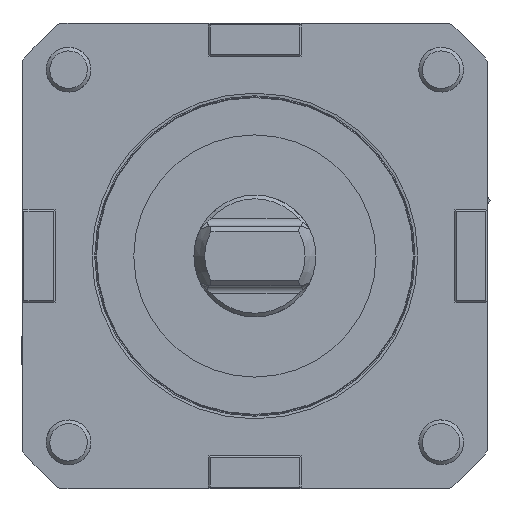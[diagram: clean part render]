
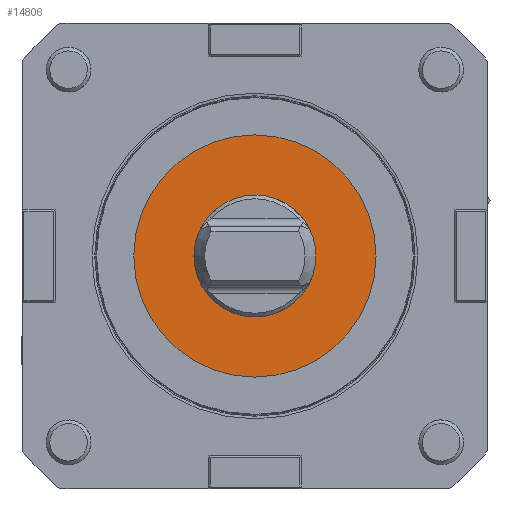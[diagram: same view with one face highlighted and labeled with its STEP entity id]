
A CAD part, front view. The second image highlights one B-rep face of the part: STEP entity #14806.
In plain terms, the highlighted planar face has unit normal (0, -1, 0).
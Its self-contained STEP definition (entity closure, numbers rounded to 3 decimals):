
#410 = AXIS2_PLACEMENT_3D ( 'NONE', #6864, #19810, #23739 ) ;
#2034 = ORIENTED_EDGE ( 'NONE', *, *, #10298, .T. ) ;
#2653 = PLANE ( 'NONE',  #410 ) ;
#3146 = CARTESIAN_POINT ( 'NONE',  ( -32.5, -100., 0. ) ) ;
#3296 = CARTESIAN_POINT ( 'NONE',  ( 16.35, -100., 0. ) ) ;
#5660 = VERTEX_POINT ( 'NONE', #3296 ) ;
#6191 = DIRECTION ( 'NONE',  ( 1., 0., 0. ) ) ;
#6579 = FACE_BOUND ( 'NONE', #14772, .T. ) ;
#6822 = AXIS2_PLACEMENT_3D ( 'NONE', #17159, #10705, #6191 ) ;
#6864 = CARTESIAN_POINT ( 'NONE',  ( -32.5, -100., 0. ) ) ;
#9745 = DIRECTION ( 'NONE',  ( 0., 1., 0. ) ) ;
#10031 = EDGE_CURVE ( 'NONE', #18039, #18039, #17575, .T. ) ;
#10298 = EDGE_CURVE ( 'NONE', #5660, #5660, #22513, .T. ) ;
#10705 = DIRECTION ( 'NONE',  ( 0., 1., 0. ) ) ;
#14121 = ORIENTED_EDGE ( 'NONE', *, *, #10031, .F. ) ;
#14772 = EDGE_LOOP ( 'NONE', ( #2034 ) ) ;
#14806 = ADVANCED_FACE ( 'Defeature completata1_214', ( #6579, #15139 ), #2653, .T. ) ;
#15139 = FACE_OUTER_BOUND ( 'NONE', #26661, .T. ) ;
#15625 = CARTESIAN_POINT ( 'NONE',  ( 0., -100., 0. ) ) ;
#17159 = CARTESIAN_POINT ( 'NONE',  ( 0., -100., 0. ) ) ;
#17575 = CIRCLE ( 'NONE', #19854, 32.5 ) ;
#18039 = VERTEX_POINT ( 'NONE', #3146 ) ;
#19810 = DIRECTION ( 'NONE',  ( 0., -1., 0. ) ) ;
#19854 = AXIS2_PLACEMENT_3D ( 'NONE', #15625, #9745, #26757 ) ;
#22513 = CIRCLE ( 'NONE', #6822, 16.35 ) ;
#23739 = DIRECTION ( 'NONE',  ( 1., 0., 0. ) ) ;
#26661 = EDGE_LOOP ( 'NONE', ( #14121 ) ) ;
#26757 = DIRECTION ( 'NONE',  ( -1., 0., 0. ) ) ;
